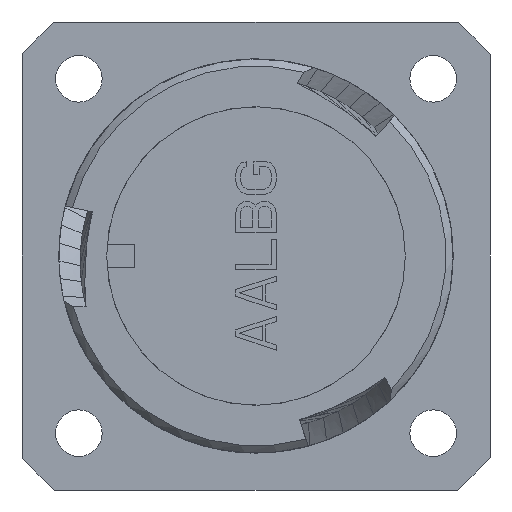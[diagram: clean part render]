
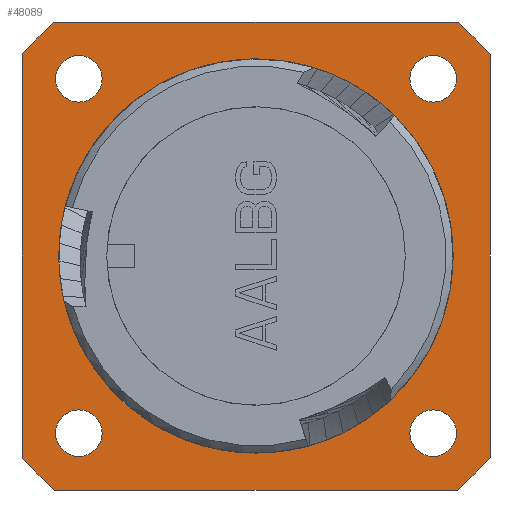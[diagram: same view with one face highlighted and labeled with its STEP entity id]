
A CAD part, left-side view. The second image highlights one B-rep face of the part: STEP entity #48089.
In plain terms, the highlighted planar face has unit normal (-1, 0, 0).
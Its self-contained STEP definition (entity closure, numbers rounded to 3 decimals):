
#579=CARTESIAN_POINT('',(23.05,0.,0.));
#580=DIRECTION('',(1.,0.,0.));
#581=DIRECTION('',(0.,1.,0.));
#582=AXIS2_PLACEMENT_3D('',#579,#580,#581);
#1573=CARTESIAN_POINT('',(23.05,0.,0.));
#1574=DIRECTION('',(-1.,0.,0.));
#1575=DIRECTION('',(0.,1.,0.));
#1576=AXIS2_PLACEMENT_3D('',#1573,#1574,#1575);
#2896=DIRECTION('',(0.,0.,1.));
#2897=VECTOR('',#2896,27.945);
#2898=CARTESIAN_POINT('',(23.05,16.255,-13.973));
#2899=LINE('4267',#2898,#2897);
#2900=CARTESIAN_POINT('',(23.05,0.,0.));
#2901=DIRECTION('',(1.,0.,0.));
#2902=DIRECTION('',(0.,0.758,0.652));
#2903=AXIS2_PLACEMENT_3D('',#2900,#2901,#2902);
#2905=DIRECTION('',(0.,-1.,0.));
#2906=VECTOR('',#2905,27.945);
#2907=CARTESIAN_POINT('',(23.05,13.973,16.255));
#2908=LINE('3658',#2907,#2906);
#2909=CARTESIAN_POINT('',(23.05,0.,0.));
#2910=DIRECTION('',(1.,0.,0.));
#2911=DIRECTION('',(0.,-0.652,0.758));
#2912=AXIS2_PLACEMENT_3D('',#2909,#2910,#2911);
#2914=DIRECTION('',(0.,0.,-1.));
#2915=VECTOR('',#2914,27.945);
#2916=CARTESIAN_POINT('',(23.05,-16.255,13.973));
#2917=LINE('3657',#2916,#2915);
#2918=CARTESIAN_POINT('',(23.05,0.,0.));
#2919=DIRECTION('',(-1.,0.,0.));
#2920=DIRECTION('',(0.,-0.652,-0.758));
#2921=AXIS2_PLACEMENT_3D('',#2918,#2919,#2920);
#2923=DIRECTION('',(0.,1.,0.));
#2924=VECTOR('',#2923,27.945);
#2925=CARTESIAN_POINT('',(23.05,-13.973,-16.255));
#2926=LINE('3656',#2925,#2924);
#2927=CARTESIAN_POINT('',(23.05,0.,0.));
#2928=DIRECTION('',(-1.,0.,0.));
#2929=DIRECTION('',(0.,0.758,-0.652));
#2930=AXIS2_PLACEMENT_3D('',#2927,#2928,#2929);
#2932=CARTESIAN_POINT('',(23.05,12.305,-12.305));
#2933=DIRECTION('',(1.,0.,0.));
#2934=DIRECTION('',(0.,0.,-1.));
#2935=AXIS2_PLACEMENT_3D('',#2932,#2933,#2934);
#2937=CARTESIAN_POINT('',(23.05,12.305,-12.305));
#2938=DIRECTION('',(1.,0.,0.));
#2939=DIRECTION('',(0.,0.,1.));
#2940=AXIS2_PLACEMENT_3D('',#2937,#2938,#2939);
#2942=CARTESIAN_POINT('',(23.05,12.305,12.305));
#2943=DIRECTION('',(1.,0.,0.));
#2944=DIRECTION('',(0.,0.,-1.));
#2945=AXIS2_PLACEMENT_3D('',#2942,#2943,#2944);
#2947=CARTESIAN_POINT('',(23.05,12.305,12.305));
#2948=DIRECTION('',(1.,0.,0.));
#2949=DIRECTION('',(0.,0.,1.));
#2950=AXIS2_PLACEMENT_3D('',#2947,#2948,#2949);
#2952=CARTESIAN_POINT('',(23.05,-12.305,12.305));
#2953=DIRECTION('',(1.,0.,0.));
#2954=DIRECTION('',(0.,0.,-1.));
#2955=AXIS2_PLACEMENT_3D('',#2952,#2953,#2954);
#2957=CARTESIAN_POINT('',(23.05,-12.305,12.305));
#2958=DIRECTION('',(1.,0.,0.));
#2959=DIRECTION('',(0.,0.,1.));
#2960=AXIS2_PLACEMENT_3D('',#2957,#2958,#2959);
#2962=CARTESIAN_POINT('',(23.05,-12.305,-12.305));
#2963=DIRECTION('',(1.,0.,0.));
#2964=DIRECTION('',(0.,0.,-1.));
#2965=AXIS2_PLACEMENT_3D('',#2962,#2963,#2964);
#2967=CARTESIAN_POINT('',(23.05,-12.305,-12.305));
#2968=DIRECTION('',(1.,0.,0.));
#2969=DIRECTION('',(0.,0.,1.));
#2970=AXIS2_PLACEMENT_3D('',#2967,#2968,#2969);
#36004=CARTESIAN_POINT('',(23.05,13.69,0.));
#36005=CARTESIAN_POINT('',(23.05,-13.69,0.));
#36006=VERTEX_POINT('',#36004);
#36007=VERTEX_POINT('',#36005);
#36020=CARTESIAN_POINT('',(23.05,-13.973,-16.255));
#36021=CARTESIAN_POINT('',(23.05,13.973,-16.255));
#36022=VERTEX_POINT('',#36020);
#36023=VERTEX_POINT('',#36021);
#36024=CARTESIAN_POINT('',(23.05,-16.255,13.973));
#36025=CARTESIAN_POINT('',(23.05,-16.255,-13.973));
#36026=VERTEX_POINT('',#36024);
#36027=VERTEX_POINT('',#36025);
#36028=CARTESIAN_POINT('',(23.05,13.973,16.255));
#36029=CARTESIAN_POINT('',(23.05,-13.973,16.255));
#36030=VERTEX_POINT('',#36028);
#36031=VERTEX_POINT('',#36029);
#36155=CARTESIAN_POINT('',(23.05,12.305,-13.92));
#36156=CARTESIAN_POINT('',(23.05,12.305,-10.69));
#36157=VERTEX_POINT('',#36155);
#36158=VERTEX_POINT('',#36156);
#36159=CARTESIAN_POINT('',(23.05,12.305,10.69));
#36160=CARTESIAN_POINT('',(23.05,12.305,13.92));
#36161=VERTEX_POINT('',#36159);
#36162=VERTEX_POINT('',#36160);
#36163=CARTESIAN_POINT('',(23.05,-12.305,10.69));
#36164=CARTESIAN_POINT('',(23.05,-12.305,13.92));
#36165=VERTEX_POINT('',#36163);
#36166=VERTEX_POINT('',#36164);
#36167=CARTESIAN_POINT('',(23.05,-12.305,-13.92));
#36168=CARTESIAN_POINT('',(23.05,-12.305,-10.69));
#36169=VERTEX_POINT('',#36167);
#36170=VERTEX_POINT('',#36168);
#36171=CARTESIAN_POINT('',(23.05,16.255,13.973));
#36173=VERTEX_POINT('',#36171);
#36175=CARTESIAN_POINT('',(23.05,16.255,-13.973));
#36177=VERTEX_POINT('',#36175);
#48038=CARTESIAN_POINT('',(23.05,0.,0.));
#48039=DIRECTION('',(1.,0.,0.));
#48040=DIRECTION('',(0.,-1.,0.));
#48041=AXIS2_PLACEMENT_3D('',#48038,#48039,#48040);
#48042=PLANE('249',#48041);
#48044=ORIENTED_EDGE('4267',*,*,#48043,.T.);
#48046=ORIENTED_EDGE('3807',*,*,#48045,.T.);
#48048=ORIENTED_EDGE('3658',*,*,#48047,.T.);
#48050=ORIENTED_EDGE('3808',*,*,#48049,.T.);
#48052=ORIENTED_EDGE('3657',*,*,#48051,.T.);
#48054=ORIENTED_EDGE('3812',*,*,#48053,.F.);
#48056=ORIENTED_EDGE('3656',*,*,#48055,.T.);
#48058=ORIENTED_EDGE('3811',*,*,#48057,.F.);
#48059=EDGE_LOOP('249',(#48044,#48046,#48048,#48050,#48052,#48054,#48056,
#48058));
#48060=FACE_OUTER_BOUND('249',#48059,.F.);
#48061=ORIENTED_EDGE('3652',*,*,#45051,.T.);
#48062=ORIENTED_EDGE('3651',*,*,#42755,.F.);
#48063=EDGE_LOOP('249',(#48061,#48062));
#48064=FACE_BOUND('249',#48063,.F.);
#48066=ORIENTED_EDGE('3779',*,*,#48065,.F.);
#48068=ORIENTED_EDGE('3780',*,*,#48067,.F.);
#48069=EDGE_LOOP('249',(#48066,#48068));
#48070=FACE_BOUND('249',#48069,.F.);
#48072=ORIENTED_EDGE('3781',*,*,#48071,.F.);
#48074=ORIENTED_EDGE('3782',*,*,#48073,.F.);
#48075=EDGE_LOOP('249',(#48072,#48074));
#48076=FACE_BOUND('249',#48075,.F.);
#48078=ORIENTED_EDGE('3783',*,*,#48077,.F.);
#48080=ORIENTED_EDGE('3784',*,*,#48079,.F.);
#48081=EDGE_LOOP('249',(#48078,#48080));
#48082=FACE_BOUND('249',#48081,.F.);
#48084=ORIENTED_EDGE('3785',*,*,#48083,.F.);
#48086=ORIENTED_EDGE('3786',*,*,#48085,.F.);
#48087=EDGE_LOOP('249',(#48084,#48086));
#48088=FACE_BOUND('249',#48087,.F.);
#583=CIRCLE('3651',#582,13.69);
#1577=CIRCLE('3652',#1576,13.69);
#2904=CIRCLE('3807',#2903,21.435);
#2913=CIRCLE('3808',#2912,21.435);
#2922=CIRCLE('3812',#2921,21.435);
#2931=CIRCLE('3811',#2930,21.435);
#2936=CIRCLE('3779',#2935,1.615);
#2941=CIRCLE('3780',#2940,1.615);
#2946=CIRCLE('3781',#2945,1.615);
#2951=CIRCLE('3782',#2950,1.615);
#2956=CIRCLE('3783',#2955,1.615);
#2961=CIRCLE('3784',#2960,1.615);
#2966=CIRCLE('3785',#2965,1.615);
#2971=CIRCLE('3786',#2970,1.615);
#42755=EDGE_CURVE('3651',#36006,#36007,#583,.T.);
#45051=EDGE_CURVE('3652',#36006,#36007,#1577,.T.);
#48043=EDGE_CURVE('4267',#36177,#36173,#2899,.T.);
#48045=EDGE_CURVE('3807',#36173,#36030,#2904,.T.);
#48047=EDGE_CURVE('3658',#36030,#36031,#2908,.T.);
#48049=EDGE_CURVE('3808',#36031,#36026,#2913,.T.);
#48051=EDGE_CURVE('3657',#36026,#36027,#2917,.T.);
#48053=EDGE_CURVE('3812',#36022,#36027,#2922,.T.);
#48055=EDGE_CURVE('3656',#36022,#36023,#2926,.T.);
#48057=EDGE_CURVE('3811',#36177,#36023,#2931,.T.);
#48065=EDGE_CURVE('3779',#36157,#36158,#2936,.T.);
#48067=EDGE_CURVE('3780',#36158,#36157,#2941,.T.);
#48071=EDGE_CURVE('3781',#36161,#36162,#2946,.T.);
#48073=EDGE_CURVE('3782',#36162,#36161,#2951,.T.);
#48077=EDGE_CURVE('3783',#36165,#36166,#2956,.T.);
#48079=EDGE_CURVE('3784',#36166,#36165,#2961,.T.);
#48083=EDGE_CURVE('3785',#36169,#36170,#2966,.T.);
#48085=EDGE_CURVE('3786',#36170,#36169,#2971,.T.);
#48089=ADVANCED_FACE('249',(#48060,#48064,#48070,#48076,#48082,#48088),#48042,
.F.);
